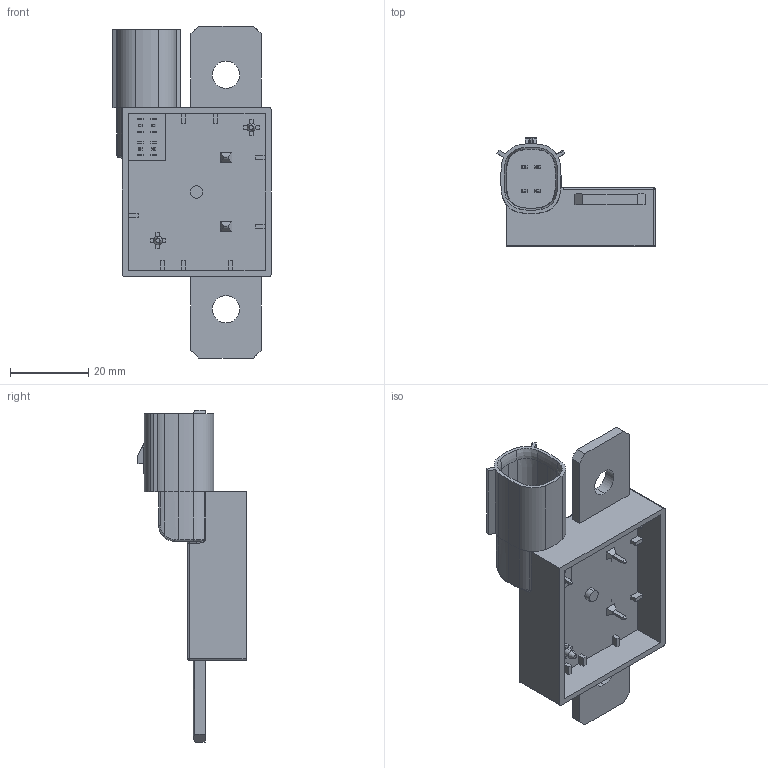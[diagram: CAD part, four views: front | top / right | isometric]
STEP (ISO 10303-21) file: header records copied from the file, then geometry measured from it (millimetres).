
FILE_DESCRIPTION (( 'STEP AP203' ), '1' );
FILE_NAME ('WSBM 8518 500 micro..STEP', '2016-12-21T14:20:16', ( '' ), ( '' ), 'SwSTEP 2.0', 'SolidWorks 2016', '' );
FILE_SCHEMA (( 'CONFIG_CONTROL_DESIGN' ));
Length unit declared in the file: inch
Products named in the file (9): PIN-1001 FOR WSBS 100 E; WSBM 8518 body 500 micro...; wsbs 8518 500 micro...; WSBS 8518-35 500 MICRO...; WSBM 8518 500 micro.
Assembly tree (5 placements, depth 3):
  PIN-1001 FOR WSBS 100 E
  WSBM 8518 body 500 micro...
  WSBM 8518 500 micro.
    WSBS 8518-35 500 MICRO...
      wsbs 8518 500 micro...
      PIN-1001 FOR WSBS 100 E  x2
    WSBM 8518 body 500 micro...
  wsbs 8518 500 micro...
  PIN-1001 FOR WSBS 100 E
Bounding box: 40.49 x 27.67 x 84.99 mm (x, y, z)
Volume: 18151.6 mm3; surface area: 16932.5 mm2
Topology: 8 solids, 8 shells, 733 faces, 1998 edges, 1292 vertices
Faces by surface type: plane 563, cylinder 125, bspline 22, cone 14, torus 6, sphere 3
Entity records: 23241 total; most frequent: CARTESIAN_POINT 4678, ORIENTED_EDGE 3798, DIRECTION 3482, EDGE_CURVE 1899, LINE 1532, VECTOR 1532, VERTEX_POINT 1228, AXIS2_PLACEMENT_3D 975
